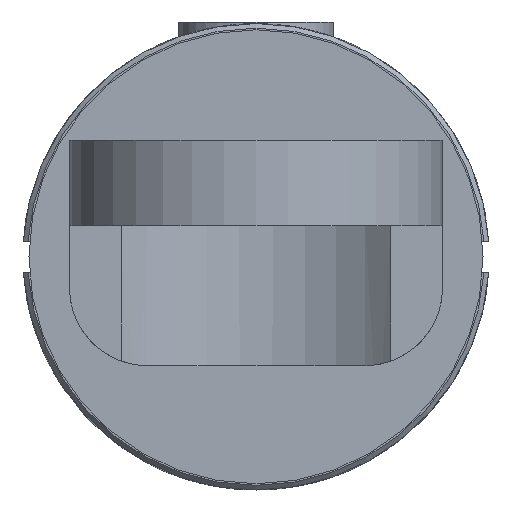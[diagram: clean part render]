
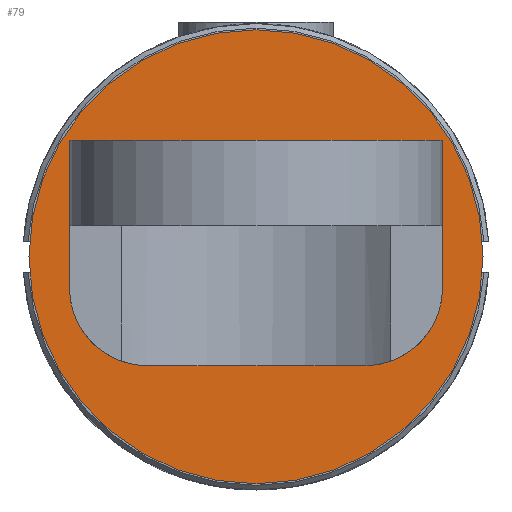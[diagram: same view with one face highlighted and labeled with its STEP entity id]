
A CAD part, left-side view. The second image highlights one B-rep face of the part: STEP entity #79.
In plain terms, the highlighted planar face has unit normal (-1, 0, 0).
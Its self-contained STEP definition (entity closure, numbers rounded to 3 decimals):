
#13 = VECTOR ( 'NONE', #3665, 1000. ) ;
#28 = CARTESIAN_POINT ( 'NONE',  ( -36.5, -14.6, 14.6 ) ) ;
#79 = ADVANCED_FACE ( 'NONE', ( #2476, #2171 ), #619, .F. ) ;
#155 = CARTESIAN_POINT ( 'NONE',  ( -36.5, 0., 0. ) ) ;
#195 = AXIS2_PLACEMENT_3D ( 'NONE', #1932, #1350, #2237 ) ;
#225 = DIRECTION ( 'NONE',  ( 0., 1., 0. ) ) ;
#243 = EDGE_CURVE ( 'NONE', #1609, #505, #2897, .T. ) ;
#252 = CARTESIAN_POINT ( 'NONE',  ( -36.5, -14.6, -7. ) ) ;
#287 = DIRECTION ( 'NONE',  ( 0., 1., 0. ) ) ;
#329 = VECTOR ( 'NONE', #413, 1000. ) ;
#352 = CARTESIAN_POINT ( 'NONE',  ( -36.5, 7., -2. ) ) ;
#413 = DIRECTION ( 'NONE',  ( 0., 0., 1. ) ) ;
#505 = VERTEX_POINT ( 'NONE', #2775 ) ;
#563 = ORIENTED_EDGE ( 'NONE', *, *, #243, .T. ) ;
#568 = LINE ( 'NONE', #252, #13 ) ;
#619 = PLANE ( 'NONE',  #2962 ) ;
#642 = AXIS2_PLACEMENT_3D ( 'NONE', #3886, #1449, #2942 ) ;
#766 = DIRECTION ( 'NONE',  ( 0., 0., -1. ) ) ;
#817 = CARTESIAN_POINT ( 'NONE',  ( -36.5, -14.6, 7.5 ) ) ;
#835 = CIRCLE ( 'NONE', #3729, 14.6 ) ;
#867 = VERTEX_POINT ( 'NONE', #3032 ) ;
#948 = VERTEX_POINT ( 'NONE', #1552 ) ;
#1156 = EDGE_LOOP ( 'NONE', ( #1741, #2536 ) ) ;
#1180 = EDGE_CURVE ( 'NONE', #948, #3656, #2958, .T. ) ;
#1222 = EDGE_CURVE ( 'NONE', #3656, #948, #835, .T. ) ;
#1350 = DIRECTION ( 'NONE',  ( 1., 0., 0. ) ) ;
#1449 = DIRECTION ( 'NONE',  ( -1., 0., 0. ) ) ;
#1498 = CARTESIAN_POINT ( 'NONE',  ( -36.5, 7., -7. ) ) ;
#1552 = CARTESIAN_POINT ( 'NONE',  ( -36.5, -14.6, 0. ) ) ;
#1609 = VERTEX_POINT ( 'NONE', #1931 ) ;
#1618 = EDGE_CURVE ( 'NONE', #867, #2762, #3161, .T. ) ;
#1741 = ORIENTED_EDGE ( 'NONE', *, *, #1180, .T. ) ;
#1757 = ORIENTED_EDGE ( 'NONE', *, *, #2178, .T. ) ;
#1778 = LINE ( 'NONE', #3861, #1874 ) ;
#1817 = CIRCLE ( 'NONE', #2396, 5. ) ;
#1874 = VECTOR ( 'NONE', #2634, 1000. ) ;
#1917 = CARTESIAN_POINT ( 'NONE',  ( -36.5, -12., 7.5 ) ) ;
#1931 = CARTESIAN_POINT ( 'NONE',  ( -36.5, -12., -2. ) ) ;
#1932 = CARTESIAN_POINT ( 'NONE',  ( -36.5, -7., -2. ) ) ;
#2171 = FACE_OUTER_BOUND ( 'NONE', #1156, .T. ) ;
#2178 = EDGE_CURVE ( 'NONE', #505, #3456, #568, .T. ) ;
#2225 = CARTESIAN_POINT ( 'NONE',  ( -36.5, 14.6, 0. ) ) ;
#2237 = DIRECTION ( 'NONE',  ( 0., 1., 0. ) ) ;
#2307 = VERTEX_POINT ( 'NONE', #1917 ) ;
#2357 = DIRECTION ( 'NONE',  ( -1., 0., 0. ) ) ;
#2375 = ORIENTED_EDGE ( 'NONE', *, *, #2994, .F. ) ;
#2396 = AXIS2_PLACEMENT_3D ( 'NONE', #352, #2564, #3787 ) ;
#2476 = FACE_BOUND ( 'NONE', #3581, .T. ) ;
#2536 = ORIENTED_EDGE ( 'NONE', *, *, #1222, .T. ) ;
#2564 = DIRECTION ( 'NONE',  ( 1., 0., 0. ) ) ;
#2634 = DIRECTION ( 'NONE',  ( 0., 0., 1. ) ) ;
#2762 = VERTEX_POINT ( 'NONE', #3769 ) ;
#2775 = CARTESIAN_POINT ( 'NONE',  ( -36.5, -7., -7. ) ) ;
#2779 = VECTOR ( 'NONE', #225, 1000. ) ;
#2897 = CIRCLE ( 'NONE', #195, 5. ) ;
#2942 = DIRECTION ( 'NONE',  ( 0., 0., -1. ) ) ;
#2958 = CIRCLE ( 'NONE', #642, 14.6 ) ;
#2962 = AXIS2_PLACEMENT_3D ( 'NONE', #28, #3347, #287 ) ;
#2994 = EDGE_CURVE ( 'NONE', #1609, #2307, #1778, .T. ) ;
#3032 = CARTESIAN_POINT ( 'NONE',  ( -36.5, 12., -2. ) ) ;
#3047 = EDGE_CURVE ( 'NONE', #2307, #2762, #3570, .T. ) ;
#3136 = CARTESIAN_POINT ( 'NONE',  ( -36.5, 12., -14.6 ) ) ;
#3161 = LINE ( 'NONE', #3136, #329 ) ;
#3347 = DIRECTION ( 'NONE',  ( 1., 0., 0. ) ) ;
#3456 = VERTEX_POINT ( 'NONE', #1498 ) ;
#3527 = ORIENTED_EDGE ( 'NONE', *, *, #1618, .T. ) ;
#3570 = LINE ( 'NONE', #817, #2779 ) ;
#3581 = EDGE_LOOP ( 'NONE', ( #2375, #563, #1757, #3747, #3527, #3895 ) ) ;
#3656 = VERTEX_POINT ( 'NONE', #2225 ) ;
#3665 = DIRECTION ( 'NONE',  ( 0., 1., 0. ) ) ;
#3729 = AXIS2_PLACEMENT_3D ( 'NONE', #155, #2357, #766 ) ;
#3747 = ORIENTED_EDGE ( 'NONE', *, *, #3761, .T. ) ;
#3761 = EDGE_CURVE ( 'NONE', #3456, #867, #1817, .T. ) ;
#3769 = CARTESIAN_POINT ( 'NONE',  ( -36.5, 12., 7.5 ) ) ;
#3787 = DIRECTION ( 'NONE',  ( 0., 1., 0. ) ) ;
#3861 = CARTESIAN_POINT ( 'NONE',  ( -36.5, -12., -14.6 ) ) ;
#3886 = CARTESIAN_POINT ( 'NONE',  ( -36.5, 0., 0. ) ) ;
#3895 = ORIENTED_EDGE ( 'NONE', *, *, #3047, .F. ) ;
